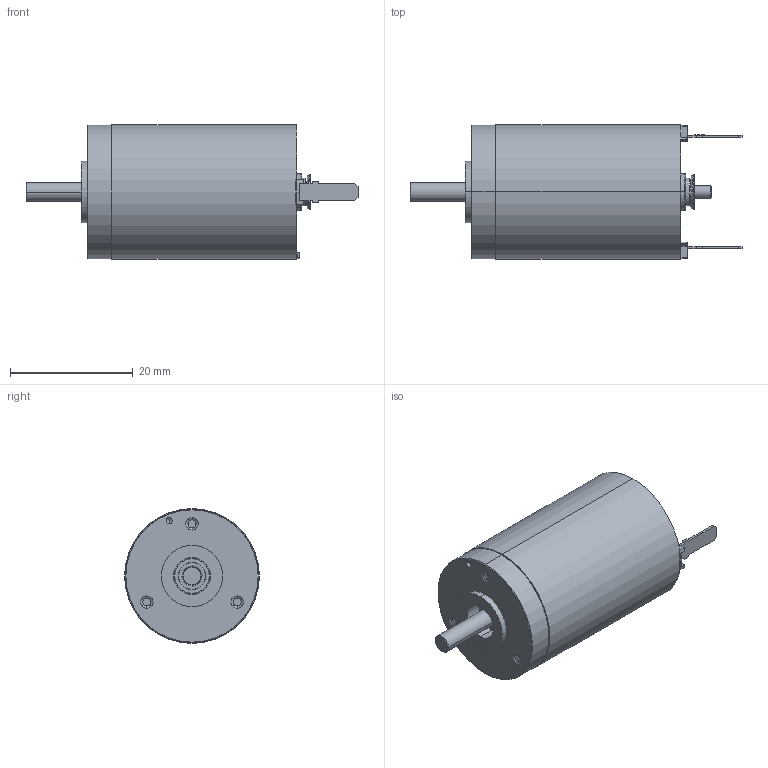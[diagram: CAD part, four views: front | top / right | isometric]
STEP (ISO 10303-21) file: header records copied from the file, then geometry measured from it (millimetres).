
FILE_DESCRIPTION(('STEP AP214'),'1');
FILE_NAME('cctmp_4384438D-48BE-46C3-A818-D7644B6E7635_2021_1_21_20_12_7_858..stp','2021-01-21T19:12:08',('maxon motor ag'),('CADClick - www.CADClick.com'),'Spatial InterOp 3D',' ','unknown authorization');
FILE_SCHEMA(('AUTOMOTIVE_DESIGN'));
Length unit declared in the file: millimetre
Products named in the file (6): 0
Assembly tree (5 placements, depth 2):
  (unnamed)
    0
    0
    0
    0
    0
Bounding box: 54.2 x 22 x 22 mm (x, y, z)
Volume: 5776.6 mm3; surface area: 7496.3 mm2
Topology: 9 solids, 10 shells, 1010 faces, 2647 edges, 1711 vertices
Faces by surface type: plane 567, cylinder 284, cone 72, torus 52, bspline 27, sphere 8
Entity records: 40170 total; most frequent: CARTESIAN_POINT 6459, DIRECTION 5346, ORIENTED_EDGE 5280, EDGE_CURVE 2640, LINE 1828, VECTOR 1828, AXIS2_PLACEMENT_3D 1759, VERTEX_POINT 1711
